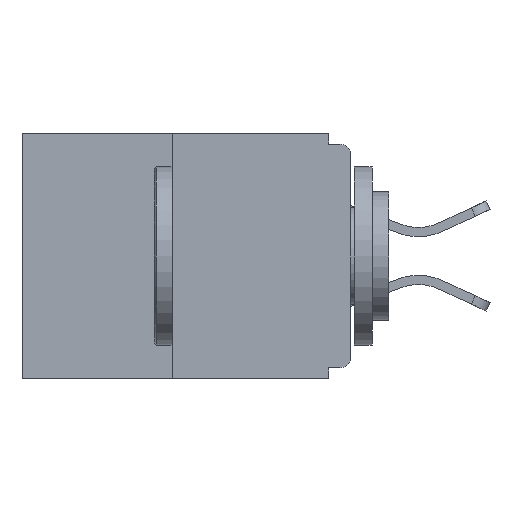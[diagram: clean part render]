
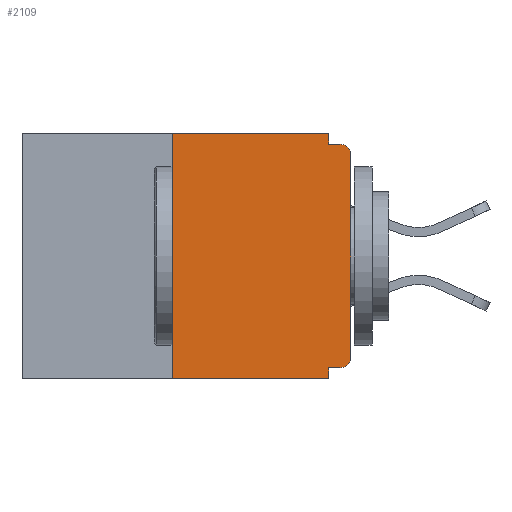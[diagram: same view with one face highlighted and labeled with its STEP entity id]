
A CAD part, left-side view. The second image highlights one B-rep face of the part: STEP entity #2109.
In plain terms, the highlighted planar face has unit normal (-1, 0, 0).
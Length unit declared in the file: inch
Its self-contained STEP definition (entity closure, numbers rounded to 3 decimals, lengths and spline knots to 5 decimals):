
#6 = DIRECTION ( 'NONE',  ( 0., -1., 0. ) ) ;
#57 = EDGE_CURVE ( 'NONE', #8817, #7686, #12012, .T. ) ;
#131 = DIRECTION ( 'NONE',  ( 0., 0., -1. ) ) ;
#466 = ORIENTED_EDGE ( 'NONE', *, *, #4479, .T. ) ;
#647 = CARTESIAN_POINT ( 'NONE',  ( 0., 0.031, -0.343 ) ) ;
#889 = CARTESIAN_POINT ( 'NONE',  ( 0., 0., -0.03 ) ) ;
#928 = ORIENTED_EDGE ( 'NONE', *, *, #4791, .F. ) ;
#1028 = DIRECTION ( 'NONE',  ( -1., 0., 0. ) ) ;
#1115 = CARTESIAN_POINT ( 'NONE',  ( 0., 0.25, 0. ) ) ;
#1118 = ORIENTED_EDGE ( 'NONE', *, *, #10646, .T. ) ;
#1200 = EDGE_CURVE ( 'NONE', #7686, #1675, #10586, .T. ) ;
#1657 = CARTESIAN_POINT ( 'NONE',  ( 0., 0.25, 0. ) ) ;
#1665 = VECTOR ( 'NONE', #6113, 39.37008 ) ;
#1675 = VERTEX_POINT ( 'NONE', #647 ) ;
#1817 = CARTESIAN_POINT ( 'NONE',  ( 0., 0.031, -0.343 ) ) ;
#1897 = EDGE_CURVE ( 'NONE', #5619, #1675, #10562, .T. ) ;
#1942 = DIRECTION ( 'NONE',  ( 0., 0., 1. ) ) ;
#1956 = ORIENTED_EDGE ( 'NONE', *, *, #3882, .F. ) ;
#1960 = CARTESIAN_POINT ( 'NONE',  ( 0., 0.46, 0. ) ) ;
#1977 = CARTESIAN_POINT ( 'NONE',  ( 0., 0.015, -0.328 ) ) ;
#2109 = ADVANCED_FACE ( 'NONE', ( #5495 ), #12738, .F. ) ;
#2637 = DIRECTION ( 'NONE',  ( -1., 0., 0. ) ) ;
#2725 = VECTOR ( 'NONE', #9573, 39.37008 ) ;
#2764 = AXIS2_PLACEMENT_3D ( 'NONE', #5614, #2637, #10708 ) ;
#2920 = CARTESIAN_POINT ( 'NONE',  ( 0., 0.031, -0.328 ) ) ;
#3176 = VERTEX_POINT ( 'NONE', #4416 ) ;
#3220 = VECTOR ( 'NONE', #10535, 39.37008 ) ;
#3249 = CARTESIAN_POINT ( 'NONE',  ( 0., 0., -0.328 ) ) ;
#3740 = AXIS2_PLACEMENT_3D ( 'NONE', #8586, #6693, #7655 ) ;
#3882 = EDGE_CURVE ( 'NONE', #4037, #4886, #13011, .T. ) ;
#3906 = DIRECTION ( 'NONE',  ( 0., 0., -1. ) ) ;
#3969 = ORIENTED_EDGE ( 'NONE', *, *, #1200, .F. ) ;
#4008 = LINE ( 'NONE', #6003, #6516 ) ;
#4037 = VERTEX_POINT ( 'NONE', #5561 ) ;
#4235 = CIRCLE ( 'NONE', #2764, 0.015 ) ;
#4416 = CARTESIAN_POINT ( 'NONE',  ( 0., 0., -0.313 ) ) ;
#4479 = EDGE_CURVE ( 'NONE', #3176, #13024, #4008, .T. ) ;
#4579 = CARTESIAN_POINT ( 'NONE',  ( 0., 0.015, -0.015 ) ) ;
#4791 = EDGE_CURVE ( 'NONE', #4886, #9913, #4815, .T. ) ;
#4815 = LINE ( 'NONE', #12484, #2725 ) ;
#4835 = VERTEX_POINT ( 'NONE', #1657 ) ;
#4886 = VERTEX_POINT ( 'NONE', #7708 ) ;
#5055 = CARTESIAN_POINT ( 'NONE',  ( 0., 0.25, -0.343 ) ) ;
#5495 = FACE_OUTER_BOUND ( 'NONE', #12568, .T. ) ;
#5561 = CARTESIAN_POINT ( 'NONE',  ( 0., 0.031, 0. ) ) ;
#5614 = CARTESIAN_POINT ( 'NONE',  ( 0., 0.015, -0.03 ) ) ;
#5619 = VERTEX_POINT ( 'NONE', #5055 ) ;
#6003 = CARTESIAN_POINT ( 'NONE',  ( 0., 0., 0. ) ) ;
#6030 = ORIENTED_EDGE ( 'NONE', *, *, #57, .F. ) ;
#6113 = DIRECTION ( 'NONE',  ( 0., 0., 1. ) ) ;
#6516 = VECTOR ( 'NONE', #1942, 39.37008 ) ;
#6693 = DIRECTION ( 'NONE',  ( 1., 0., 0. ) ) ;
#7108 = EDGE_CURVE ( 'NONE', #13024, #9913, #4235, .T. ) ;
#7252 = LINE ( 'NONE', #1115, #1665 ) ;
#7655 = DIRECTION ( 'NONE',  ( 0., 0., -1. ) ) ;
#7686 = VERTEX_POINT ( 'NONE', #2920 ) ;
#7708 = CARTESIAN_POINT ( 'NONE',  ( 0., 0.031, -0.015 ) ) ;
#7776 = ORIENTED_EDGE ( 'NONE', *, *, #1897, .T. ) ;
#7863 = VECTOR ( 'NONE', #6, 39.37008 ) ;
#8586 = CARTESIAN_POINT ( 'NONE',  ( 0., 0.46, 0. ) ) ;
#8744 = VECTOR ( 'NONE', #12118, 39.37008 ) ;
#8817 = VERTEX_POINT ( 'NONE', #1977 ) ;
#9152 = ORIENTED_EDGE ( 'NONE', *, *, #12366, .F. ) ;
#9310 = VECTOR ( 'NONE', #3906, 39.37008 ) ;
#9448 = AXIS2_PLACEMENT_3D ( 'NONE', #11231, #1028, #131 ) ;
#9461 = ORIENTED_EDGE ( 'NONE', *, *, #7108, .T. ) ;
#9573 = DIRECTION ( 'NONE',  ( 0., -1., 0. ) ) ;
#9682 = CIRCLE ( 'NONE', #9448, 0.015 ) ;
#9913 = VERTEX_POINT ( 'NONE', #4579 ) ;
#10340 = DIRECTION ( 'NONE',  ( 0., 1., 0. ) ) ;
#10380 = ORIENTED_EDGE ( 'NONE', *, *, #10525, .F. ) ;
#10525 = EDGE_CURVE ( 'NONE', #4835, #4037, #11435, .T. ) ;
#10535 = DIRECTION ( 'NONE',  ( 0., 0., -1. ) ) ;
#10562 = LINE ( 'NONE', #11155, #7863 ) ;
#10586 = LINE ( 'NONE', #1817, #9310 ) ;
#10646 = EDGE_CURVE ( 'NONE', #8817, #3176, #9682, .T. ) ;
#10708 = DIRECTION ( 'NONE',  ( 0., 0., -1. ) ) ;
#11155 = CARTESIAN_POINT ( 'NONE',  ( 0., 0.46, -0.343 ) ) ;
#11231 = CARTESIAN_POINT ( 'NONE',  ( 0., 0.015, -0.313 ) ) ;
#11435 = LINE ( 'NONE', #1960, #8744 ) ;
#11493 = CARTESIAN_POINT ( 'NONE',  ( 0., 0.031, 0. ) ) ;
#12012 = LINE ( 'NONE', #3249, #12959 ) ;
#12118 = DIRECTION ( 'NONE',  ( 0., -1., 0. ) ) ;
#12366 = EDGE_CURVE ( 'NONE', #5619, #4835, #7252, .T. ) ;
#12484 = CARTESIAN_POINT ( 'NONE',  ( 0., 0., -0.015 ) ) ;
#12568 = EDGE_LOOP ( 'NONE', ( #10380, #9152, #7776, #3969, #6030, #1118, #466, #9461, #928, #1956 ) ) ;
#12738 = PLANE ( 'NONE',  #3740 ) ;
#12959 = VECTOR ( 'NONE', #10340, 39.37008 ) ;
#13011 = LINE ( 'NONE', #11493, #3220 ) ;
#13024 = VERTEX_POINT ( 'NONE', #889 ) ;
